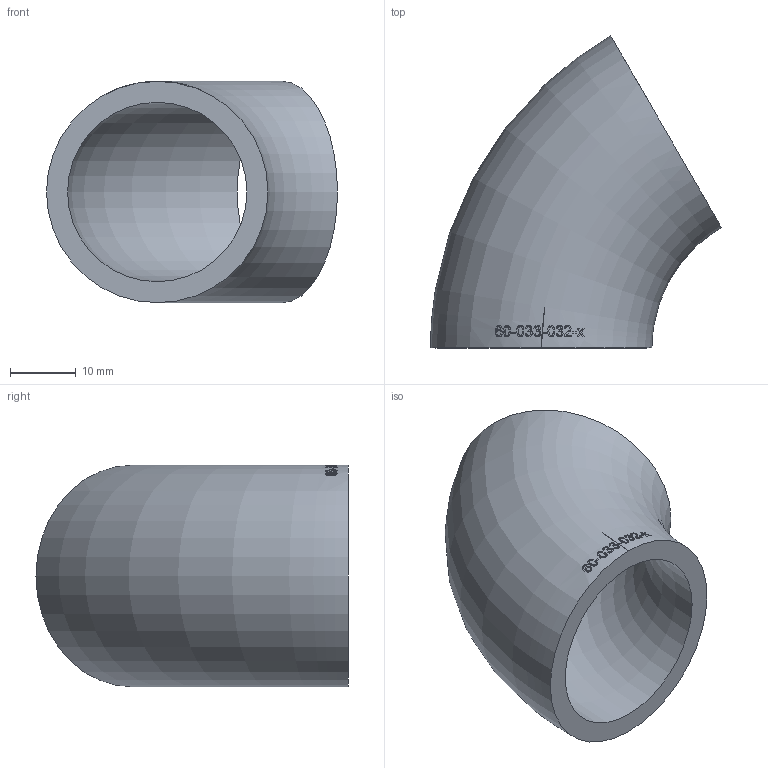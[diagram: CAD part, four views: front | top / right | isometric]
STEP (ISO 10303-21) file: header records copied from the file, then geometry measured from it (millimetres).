
FILE_DESCRIPTION (( 'STEP AP214' ), '1' );
FILE_NAME ('60-033-032-x Bogen 2004.STEP', '2020-04-20T09:45:58', ( '' ), ( '' ), 'SwSTEP 2.0', 'SolidWorks 2019', '' );
FILE_SCHEMA (( 'AUTOMOTIVE_DESIGN' ));
Length unit declared in the file: millimetre
Products named in the file (1): 60-033-032-x Bogen 2004
Bounding box: 44.27 x 47.5 x 33.7 mm (x, y, z)
Volume: 12201.2 mm3; surface area: 8241.8 mm2
Topology: 1 solids, 1 shells, 157 faces, 418 edges, 279 vertices
Faces by surface type: bspline 137, torus 18, plane 2
Entity records: 17520 total; most frequent: CARTESIAN_POINT 13162, ORIENTED_EDGE 830, EDGE_CURVE 415, B_SPLINE_CURVE_WITH_KNOTS 411, VERTEX_POINT 278, EDGE_LOOP 177, FACE_OUTER_BOUND 159, ADVANCED_FACE 157
